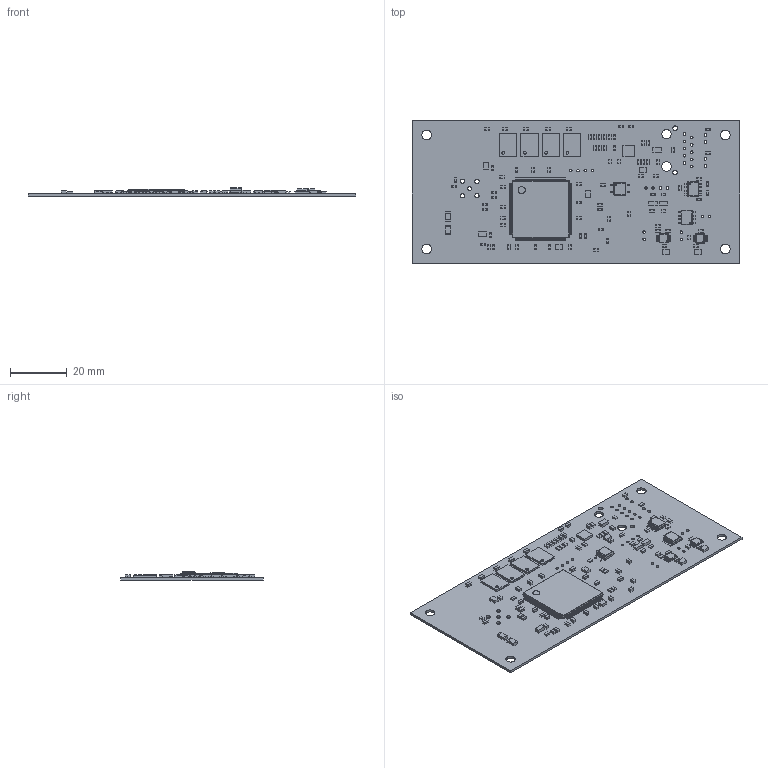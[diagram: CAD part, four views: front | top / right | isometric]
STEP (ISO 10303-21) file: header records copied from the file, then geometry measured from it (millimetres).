
FILE_DESCRIPTION(('Open CASCADE Model'),'2;1');
FILE_NAME('Open CASCADE Shape Model','2018-05-13T19:53:24',('Author'),( 'Open CASCADE'),'Open CASCADE STEP processor 6.8','Open CASCADE 6.8' ,'Unknown');
FILE_SCHEMA(('AUTOMOTIVE_DESIGN { 1 0 10303 214 1 1 1 1 }'));
Length unit declared in the file: millimetre
Products named in the file (173): PCB; Board; Q2; 786838800; Extruded; Q1; R25; 786838528; 786838664; B15; 1075526208; Open_CASCADE_STEP_translator_6.8_9.1; Body; Open_CASCADE_STEP_translator_6.8_9.2.1; Leader; C13; 786838256; 786838392; C12; U4; 786836080; Open_CASCADE_STEP_translator_6.8_3.1; Open_CASCADE_STEP_translator_6.8_3.2.1; U3; 786839888; U1; 786846552; R37; R36; 786837984; 786838120; R35; R34; R33; R32; R31; R30; R29; R28; R27 ...
Assembly tree (599 placements, depth 5):
  PCB
    Board
    Q2
      786838800
        Extruded
    Q1
      786838800
        Extruded
    R25
      786838528  x2
        Extruded
      786838664
        Extruded
    B15
      1075526208
        Open_CASCADE_STEP_translator_6.8_9.1
        Body
          Open_CASCADE_STEP_translator_6.8_9.2.1
        Leader  x4
    C13
      786838256  x2
        Extruded
      786838392
        Extruded
    C12
      786838256  x2
        Extruded
      786838392
        Extruded
    U4
      786836080
        Open_CASCADE_STEP_translator_6.8_3.1
        Body
          Open_CASCADE_STEP_translator_6.8_3.2.1
        Leader  x72
        Leader  x72
    U3
      786839888
        Extruded
    U1
      786846552
        Extruded
    R37
      786838528  x2
        Extruded
      786838664
        Extruded
    R36
      786837984  x2
        Extruded
      786838120
        Extruded
    R35
      786838528  x2
        Extruded
      786838664
        Extruded
    R34
      786837984  x2
        Extruded
Bounding box: 115 x 50 x 2.86 mm (x, y, z)
Volume: 5933.7 mm3; surface area: 15008.6 mm2
Topology: 493 solids, 503 shells, 6511 faces, 13089 edges, 7524 vertices
Faces by surface type: plane 5451, cylinder 954, sphere 58, bspline 48
Full cylindrical faces by diameter (mm): 0.4 x2, 0.5 x2, 0.512 x1, 0.9 x24, 1.012 x4, 1.02 x4, 1.4 x1, 1.5 x4, 1.6 x2, 2.5 x1, 3.3 x2, 3.4 x4
Entity records: 26307 total; most frequent: CARTESIAN_POINT 7059, DIRECTION 3801, ORIENTED_EDGE 2558, AXIS2_PLACEMENT_3D 1487, EDGE_CURVE 1282, LINE 827, VECTOR 827, PRODUCT_DEFINITION_SHAPE 772
